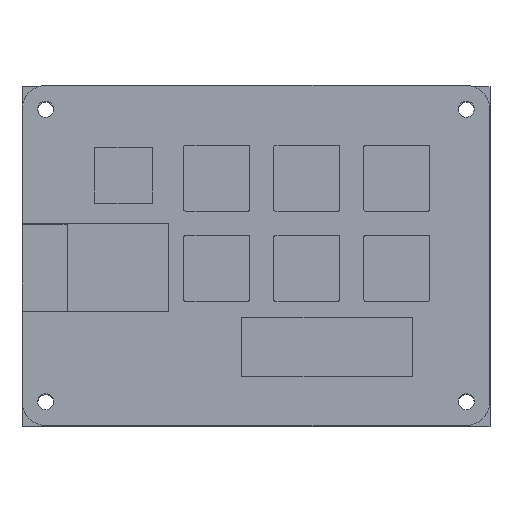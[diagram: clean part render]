
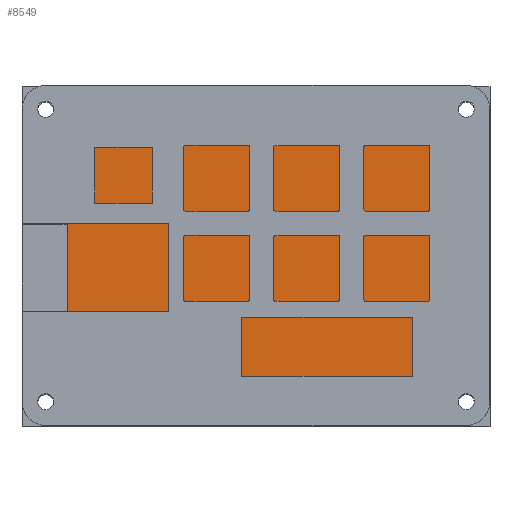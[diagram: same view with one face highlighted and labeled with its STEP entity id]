
A CAD part, top view. The second image highlights one B-rep face of the part: STEP entity #8549.
In plain terms, the highlighted planar face has unit normal (0, 0, 1).
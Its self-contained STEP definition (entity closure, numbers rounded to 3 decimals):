
#932=FACE_OUTER_BOUND('',#1410,.T.);
#1410=EDGE_LOOP('',(#5727,#5728,#5729,#5730));
#1957=LINE('',#10850,#2728);
#1958=LINE('',#10852,#2729);
#1959=LINE('',#10854,#2730);
#1960=LINE('',#10855,#2731);
#2728=VECTOR('',#9423,10.);
#2729=VECTOR('',#9424,10.);
#2730=VECTOR('',#9425,10.);
#2731=VECTOR('',#9426,10.);
#3498=VERTEX_POINT('',#10848);
#3499=VERTEX_POINT('',#10849);
#3500=VERTEX_POINT('',#10851);
#3501=VERTEX_POINT('',#10853);
#4389=EDGE_CURVE('',#3498,#3499,#1957,.T.);
#4390=EDGE_CURVE('',#3500,#3498,#1958,.T.);
#4391=EDGE_CURVE('',#3501,#3500,#1959,.T.);
#4392=EDGE_CURVE('',#3499,#3501,#1960,.T.);
#5727=ORIENTED_EDGE('',*,*,#4389,.F.);
#5728=ORIENTED_EDGE('',*,*,#4390,.F.);
#5729=ORIENTED_EDGE('',*,*,#4391,.F.);
#5730=ORIENTED_EDGE('',*,*,#4392,.F.);
#8354=PLANE('',#9065);
#8549=ADVANCED_FACE('',(#932),#8354,.T.);
#9065=AXIS2_PLACEMENT_3D('',#10847,#9421,#9422);
#9421=DIRECTION('center_axis',(0.,0.,1.));
#9422=DIRECTION('ref_axis',(1.,0.,0.));
#9423=DIRECTION('',(0.,1.,0.));
#9424=DIRECTION('',(-1.,0.,0.));
#9425=DIRECTION('',(0.,-1.,0.));
#9426=DIRECTION('',(1.,0.,0.));
#10847=CARTESIAN_POINT('Origin',(17.862,4.899,3.));
#10848=CARTESIAN_POINT('',(-22.118,-21.546,3.));
#10849=CARTESIAN_POINT('',(-22.118,31.344,3.));
#10850=CARTESIAN_POINT('',(-22.118,-8.323,3.));
#10851=CARTESIAN_POINT('',(57.842,-21.546,3.));
#10852=CARTESIAN_POINT('',(37.852,-21.546,3.));
#10853=CARTESIAN_POINT('',(57.842,31.344,3.));
#10854=CARTESIAN_POINT('',(57.842,18.122,3.));
#10855=CARTESIAN_POINT('',(-2.128,31.344,3.));
